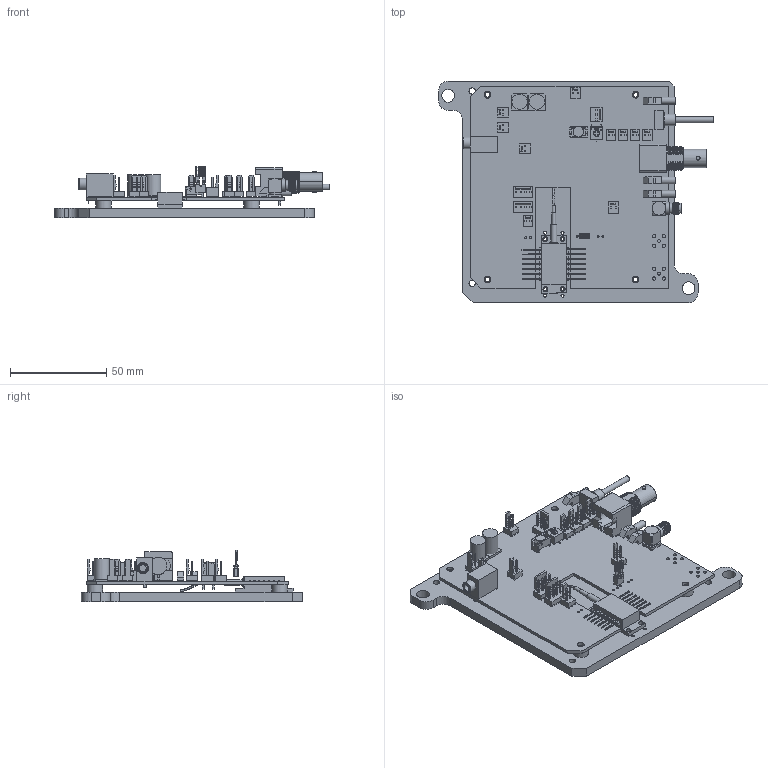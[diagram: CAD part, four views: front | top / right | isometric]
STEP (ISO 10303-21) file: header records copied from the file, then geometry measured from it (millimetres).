
FILE_DESCRIPTION (( 'STEP AP203' ), '1' );
FILE_NAME ('CCS-OEM-Light.STEP', '2023-05-30T13:44:40', ( '' ), ( '' ), 'SwSTEP 2.0', 'SolidWorks 2021', '' );
FILE_SCHEMA (( 'CONFIG_CONTROL_DESIGN' ));
Length unit declared in the file: millimetre
Products named in the file (1): CCS-OEM-Light
Bounding box: 143 x 115 x 26.71 mm (x, y, z)
Surface area: 61539.8 mm2 (no closed solid volume)
Topology: 0 solids, 109 shells, 877 faces, 3307 edges, 2490 vertices
Faces by surface type: plane 676, cylinder 143, bspline 36, cone 22
Full cylindrical faces by diameter (mm): 1 x5, 1.19 x2, 1.575 x2, 1.6 x9, 1.702 x8, 1.8 x1, 1.93 x6, 2.015 x1, 2.5 x4, 2.54 x4, 3 x1, 3.004 x1, 3.175 x1, 3.3 x4, 3.5 x4, 3.556 x3, 3.58 x1, 4.068 x1, 4.1 x1, 4.63 x1, 5.35 x2, 5.486 x1, 6 x3, 6.3 x1, 6.6 x2, 8 x7
Entity records: 47166 total; most frequent: CARTESIAN_POINT 20153, DIRECTION 5063, ORIENTED_EDGE 4941, EDGE_CURVE 3208, VERTEX_POINT 2479, LINE 2415, VECTOR 2415, AXIS2_PLACEMENT_3D 1324
